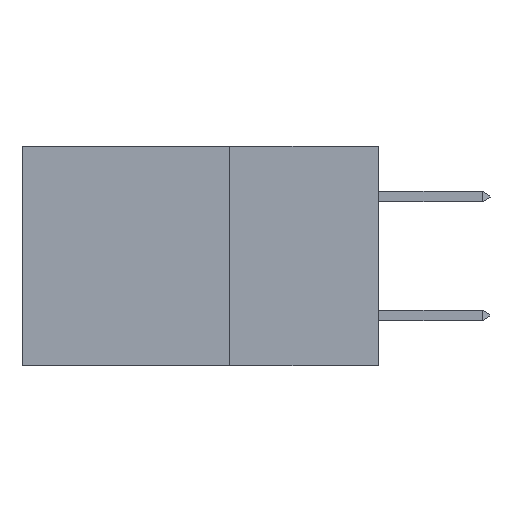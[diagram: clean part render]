
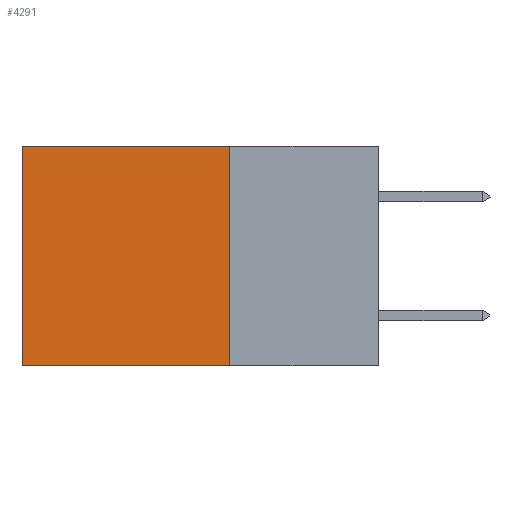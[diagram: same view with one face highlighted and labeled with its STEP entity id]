
A CAD part, left-side view. The second image highlights one B-rep face of the part: STEP entity #4291.
In plain terms, the highlighted planar face has unit normal (-1, 0, 0).
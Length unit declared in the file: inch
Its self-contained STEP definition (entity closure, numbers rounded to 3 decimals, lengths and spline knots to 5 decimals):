
#1434 = CARTESIAN_POINT ( 'NONE',  ( 0.298, 0.25, 0. ) ) ;
#2243 = EDGE_LOOP ( 'NONE', ( #15235, #22069, #19952, #25317 ) ) ;
#2744 = CARTESIAN_POINT ( 'NONE',  ( 0.298, 0.6, 0. ) ) ;
#4291 = ADVANCED_FACE ( 'NONE', ( #9159 ), #4558, .F. ) ;
#4558 = PLANE ( 'NONE',  #20145 ) ;
#4851 = CARTESIAN_POINT ( 'NONE',  ( 0.298, 0.25, 0. ) ) ;
#5686 = VERTEX_POINT ( 'NONE', #4851 ) ;
#6780 = DIRECTION ( 'NONE',  ( 0., 0., -1. ) ) ;
#9159 = FACE_OUTER_BOUND ( 'NONE', #2243, .T. ) ;
#9223 = VERTEX_POINT ( 'NONE', #12239 ) ;
#10301 = VECTOR ( 'NONE', #12564, 39.37008 ) ;
#10501 = VERTEX_POINT ( 'NONE', #16481 ) ;
#12239 = CARTESIAN_POINT ( 'NONE',  ( 0.298, 0.6, -0.37 ) ) ;
#12564 = DIRECTION ( 'NONE',  ( 0., 1., 0. ) ) ;
#12704 = LINE ( 'NONE', #19417, #10301 ) ;
#15235 = ORIENTED_EDGE ( 'NONE', *, *, #17509, .T. ) ;
#15262 = VECTOR ( 'NONE', #17241, 39.37008 ) ;
#16140 = DIRECTION ( 'NONE',  ( 0., 0., -1. ) ) ;
#16481 = CARTESIAN_POINT ( 'NONE',  ( 0.298, 0.25, -0.37 ) ) ;
#17030 = LINE ( 'NONE', #2744, #22587 ) ;
#17241 = DIRECTION ( 'NONE',  ( 0., 0., -1. ) ) ;
#17509 = EDGE_CURVE ( 'NONE', #23502, #9223, #17030, .T. ) ;
#18025 = VECTOR ( 'NONE', #23512, 39.37008 ) ;
#19308 = EDGE_CURVE ( 'NONE', #5686, #23502, #12704, .T. ) ;
#19417 = CARTESIAN_POINT ( 'NONE',  ( 0.298, 0.25, 0. ) ) ;
#19952 = ORIENTED_EDGE ( 'NONE', *, *, #20425, .F. ) ;
#20145 = AXIS2_PLACEMENT_3D ( 'NONE', #26409, #28654, #6780 ) ;
#20159 = LINE ( 'NONE', #1434, #15262 ) ;
#20425 = EDGE_CURVE ( 'NONE', #5686, #10501, #20159, .T. ) ;
#21302 = CARTESIAN_POINT ( 'NONE',  ( 0.298, 0.25, -0.37 ) ) ;
#22069 = ORIENTED_EDGE ( 'NONE', *, *, #28447, .F. ) ;
#22587 = VECTOR ( 'NONE', #16140, 39.37008 ) ;
#23502 = VERTEX_POINT ( 'NONE', #27832 ) ;
#23512 = DIRECTION ( 'NONE',  ( 0., 1., 0. ) ) ;
#23577 = LINE ( 'NONE', #21302, #18025 ) ;
#25317 = ORIENTED_EDGE ( 'NONE', *, *, #19308, .T. ) ;
#26409 = CARTESIAN_POINT ( 'NONE',  ( 0.298, 0.25, 0. ) ) ;
#27832 = CARTESIAN_POINT ( 'NONE',  ( 0.298, 0.6, 0. ) ) ;
#28447 = EDGE_CURVE ( 'NONE', #10501, #9223, #23577, .T. ) ;
#28654 = DIRECTION ( 'NONE',  ( 1., 0., 0. ) ) ;
